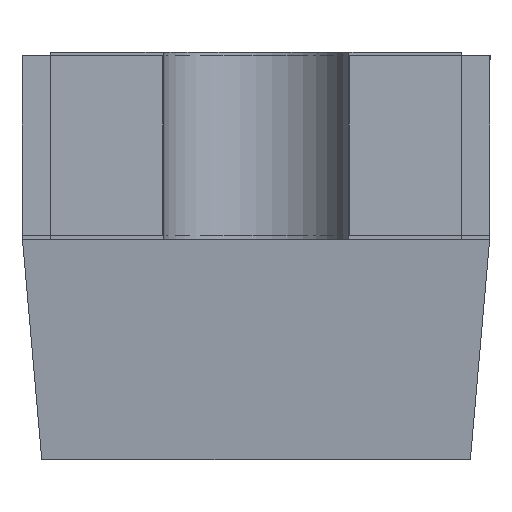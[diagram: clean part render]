
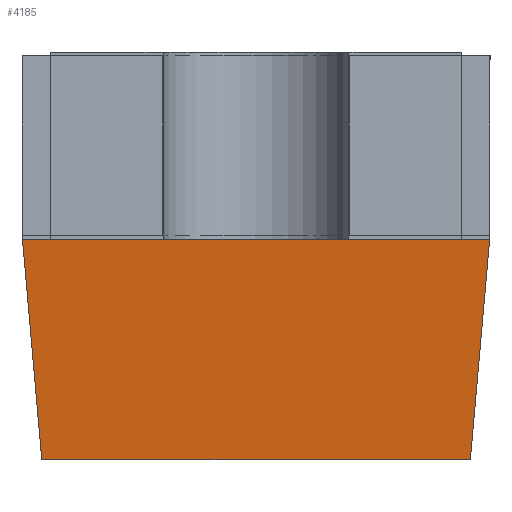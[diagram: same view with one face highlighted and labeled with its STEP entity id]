
A CAD part, left-side view. The second image highlights one B-rep face of the part: STEP entity #4185.
In plain terms, the highlighted planar face has unit normal (-0.996, 0, -0.087).
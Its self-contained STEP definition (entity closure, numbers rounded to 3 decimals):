
#13 = EDGE_CURVE ( 'NONE', #715, #3377, #5213, .T. ) ;
#148 = CARTESIAN_POINT ( 'NONE',  ( -0.648, -0.554, -0.255 ) ) ;
#185 = VECTOR ( 'NONE', #5211, 1000. ) ;
#370 = LINE ( 'NONE', #2838, #2843 ) ;
#715 = VERTEX_POINT ( 'NONE', #148 ) ;
#741 = AXIS2_PLACEMENT_3D ( 'NONE', #2830, #1210, #4447 ) ;
#806 = DIRECTION ( 'NONE',  ( 0., 1., 0. ) ) ;
#1061 = CARTESIAN_POINT ( 'NONE',  ( -0.7, -0.606, 0.345 ) ) ;
#1210 = DIRECTION ( 'NONE',  ( -0.996, 0., -0.087 ) ) ;
#1484 = LINE ( 'NONE', #1061, #4541 ) ;
#1506 = CARTESIAN_POINT ( 'NONE',  ( -0.648, 0.591, -0.255 ) ) ;
#1654 = LINE ( 'NONE', #4059, #185 ) ;
#1858 = VERTEX_POINT ( 'NONE', #3649 ) ;
#1883 = DIRECTION ( 'NONE',  ( -0.087, -0.087, 0.992 ) ) ;
#1956 = CARTESIAN_POINT ( 'NONE',  ( -0.648, -0.606, -0.255 ) ) ;
#1980 = ORIENTED_EDGE ( 'NONE', *, *, #13, .F. ) ;
#2321 = ORIENTED_EDGE ( 'NONE', *, *, #4443, .T. ) ;
#2388 = EDGE_CURVE ( 'NONE', #3377, #1858, #1654, .T. ) ;
#2509 = CARTESIAN_POINT ( 'NONE',  ( -0.7, -0.606, 0.345 ) ) ;
#2635 = VECTOR ( 'NONE', #5186, 1000. ) ;
#2802 = FACE_OUTER_BOUND ( 'NONE', #4937, .T. ) ;
#2830 = CARTESIAN_POINT ( 'NONE',  ( -0.7, -0.606, 0.345 ) ) ;
#2838 = CARTESIAN_POINT ( 'NONE',  ( -0.7, -0.606, 0.345 ) ) ;
#2843 = VECTOR ( 'NONE', #806, 1000. ) ;
#3377 = VERTEX_POINT ( 'NONE', #1506 ) ;
#3649 = CARTESIAN_POINT ( 'NONE',  ( -0.7, 0.644, 0.345 ) ) ;
#4059 = CARTESIAN_POINT ( 'NONE',  ( -0.7, 0.644, 0.345 ) ) ;
#4185 = ADVANCED_FACE ( 'NONE', ( #2802 ), #5232, .T. ) ;
#4197 = ORIENTED_EDGE ( 'NONE', *, *, #4222, .T. ) ;
#4222 = EDGE_CURVE ( 'NONE', #5242, #1858, #370, .T. ) ;
#4255 = ORIENTED_EDGE ( 'NONE', *, *, #2388, .F. ) ;
#4443 = EDGE_CURVE ( 'NONE', #715, #5242, #1484, .T. ) ;
#4447 = DIRECTION ( 'NONE',  ( 0.087, 0., -0.996 ) ) ;
#4541 = VECTOR ( 'NONE', #1883, 1000. ) ;
#4937 = EDGE_LOOP ( 'NONE', ( #4197, #4255, #1980, #2321 ) ) ;
#5186 = DIRECTION ( 'NONE',  ( 0., 1., 0. ) ) ;
#5211 = DIRECTION ( 'NONE',  ( -0.087, 0.087, 0.992 ) ) ;
#5213 = LINE ( 'NONE', #1956, #2635 ) ;
#5232 = PLANE ( 'NONE',  #741 ) ;
#5242 = VERTEX_POINT ( 'NONE', #2509 ) ;
